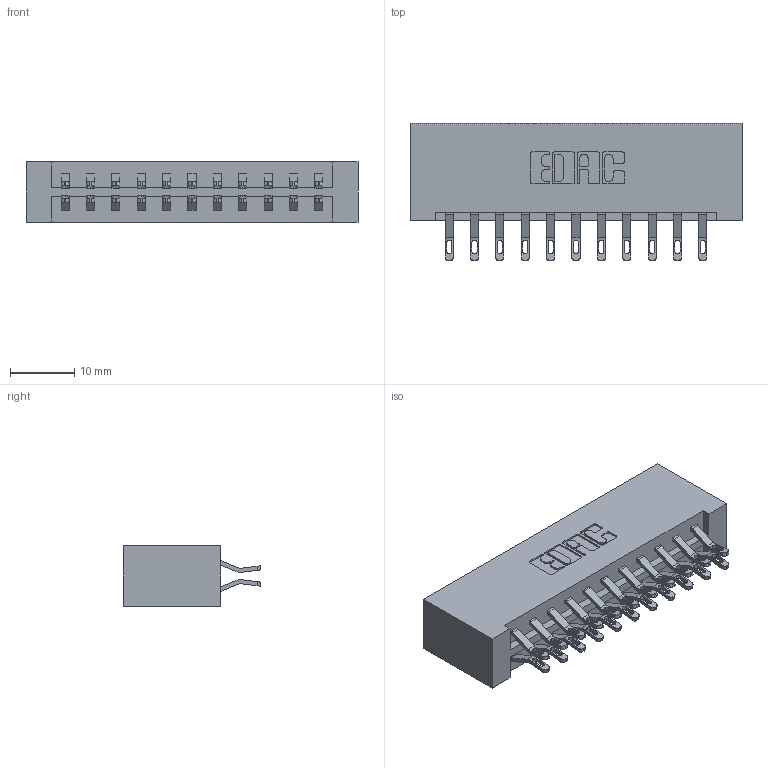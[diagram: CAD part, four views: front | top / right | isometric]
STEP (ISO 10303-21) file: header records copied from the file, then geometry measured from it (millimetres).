
FILE_DESCRIPTION (( 'STEP AP203' ), '1' );
FILE_NAME ('833-022-555-201.STEP', '2020-06-01T17:43:56', ( '' ), ( '' ), 'SwSTEP 2.0', 'SolidWorks 2020', '' );
FILE_SCHEMA (( 'CONFIG_CONTROL_DESIGN' ));
Length unit declared in the file: inch
Products named in the file (3): 833-022-555-201; 345-292-001_555 Tail; 833 Part_Lugless
Assembly tree (23 placements, depth 2):
  833-022-555-201
    833 Part_Lugless
    345-292-001_555 Tail  x22
Bounding box: 51.84 x 21.47 x 9.4 mm (x, y, z)
Volume: 5698.8 mm3; surface area: 6667.3 mm2
Topology: 23 solids, 23 shells, 1382 faces, 4313 edges, 2874 vertices
Faces by surface type: plane 814, cylinder 568
Entity records: 11135 total; most frequent: CARTESIAN_POINT 1916, ORIENTED_EDGE 1822, DIRECTION 1655, EDGE_CURVE 911, VECTOR 771, LINE 771, VERTEX_POINT 606, AXIS2_PLACEMENT_3D 442
